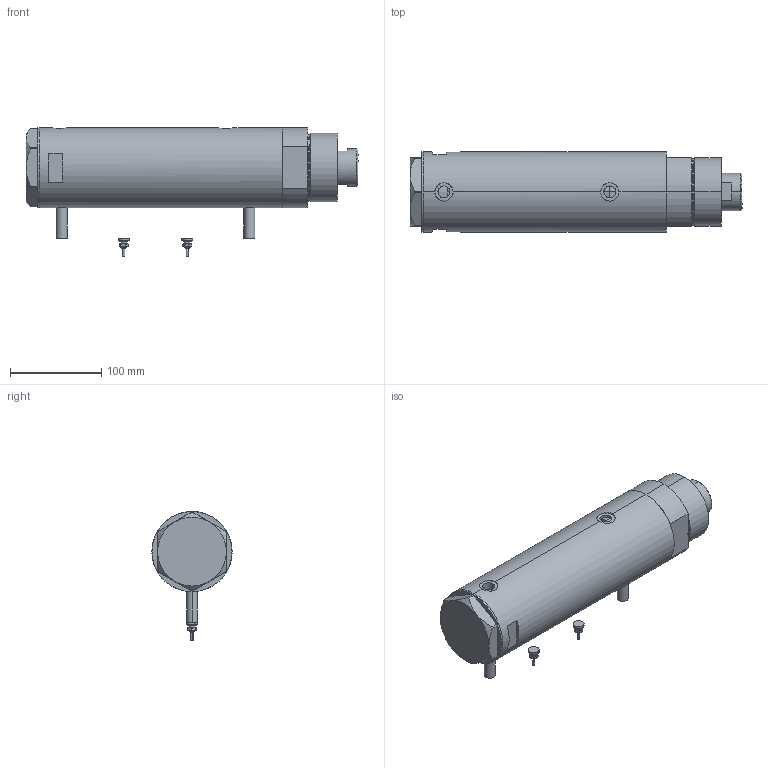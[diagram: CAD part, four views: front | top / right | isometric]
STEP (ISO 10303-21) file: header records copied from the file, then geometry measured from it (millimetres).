
FILE_DESCRIPTION (( 'STEP AP203' ), '1' );
FILE_NAME ('7bd6.STEP', '2024-02-12T01:26:48', ( '' ), ( '' ), 'SwSTEP 2.0', 'SolidWorks 2019', '' );
FILE_SCHEMA (( 'CONFIG_CONTROL_DESIGN' ));
Length unit declared in the file: millimetre
Products named in the file (6): Switch 3c59d19bd99ed3bd16e2d243a6f85e03; V270CG_MIDDLE 3c59d19bd99ed3bd16e2d243a6f85e03; V270CG_VC 3c59d19bd99ed3bd16e2d243a6f85e03; V270CG_FRONT 3c59d19bd99ed3bd16e2d243a6f85e03; 7bd6; V270CG_BACK 3c59d19bd99ed3bd16e2d243a6f85e03
Assembly tree (6 placements, depth 2):
  7bd6
    V270CG_MIDDLE 3c59d19bd99ed3bd16e2d243a6f85e03
    V270CG_BACK 3c59d19bd99ed3bd16e2d243a6f85e03
    V270CG_FRONT 3c59d19bd99ed3bd16e2d243a6f85e03
    V270CG_VC 3c59d19bd99ed3bd16e2d243a6f85e03
    Switch 3c59d19bd99ed3bd16e2d243a6f85e03  x2
Bounding box: 364.3 x 88 x 141.5 mm (x, y, z)
Volume: 1891486.6 mm3; surface area: 265492.9 mm2
Topology: 6 solids, 6 shells, 213 faces, 465 edges, 281 vertices
Faces by surface type: plane 80, cylinder 69, cone 40, torus 24
Entity records: 5985 total; most frequent: CARTESIAN_POINT 1596, DIRECTION 839, ORIENTED_EDGE 738, EDGE_CURVE 369, AXIS2_PLACEMENT_3D 352, VERTEX_POINT 225, EDGE_LOOP 188, CIRCLE 176
